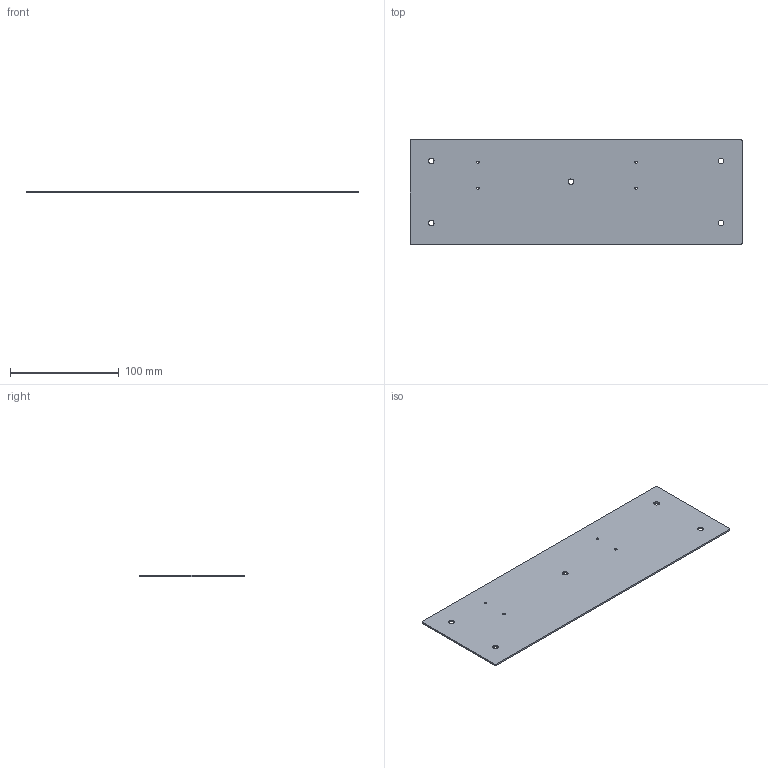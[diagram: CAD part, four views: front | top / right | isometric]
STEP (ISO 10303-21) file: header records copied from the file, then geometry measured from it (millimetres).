
FILE_DESCRIPTION(('FreeCAD Model'),'2;1');
FILE_NAME('Open CASCADE Shape Model','2025-10-12T18:20:58',(''),(''), 'Open CASCADE STEP processor 7.9','FreeCAD','Unknown');
FILE_SCHEMA(('AUTOMOTIVE_DESIGN { 1 0 10303 214 1 1 1 1 }'));
Length unit declared in the file: millimetre
Products named in the file (1): Stablizer
Bounding box: 305.5 x 96.25 x 1.5 mm (x, y, z)
Volume: 43923.2 mm3; surface area: 59930.9 mm2
Topology: 1 solids, 1 shells, 19 faces, 51 edges, 34 vertices
Faces by surface type: cylinder 13, plane 6
Full cylindrical faces by diameter (mm): 2.2 x4, 5.2 x5
Entity records: 669 total; most frequent: DIRECTION 117, CARTESIAN_POINT 105, ORIENTED_EDGE 102, EDGE_CURVE 51, AXIS2_PLACEMENT_3D 46, FACE_BOUND 37, EDGE_LOOP 37, VERTEX_POINT 34
